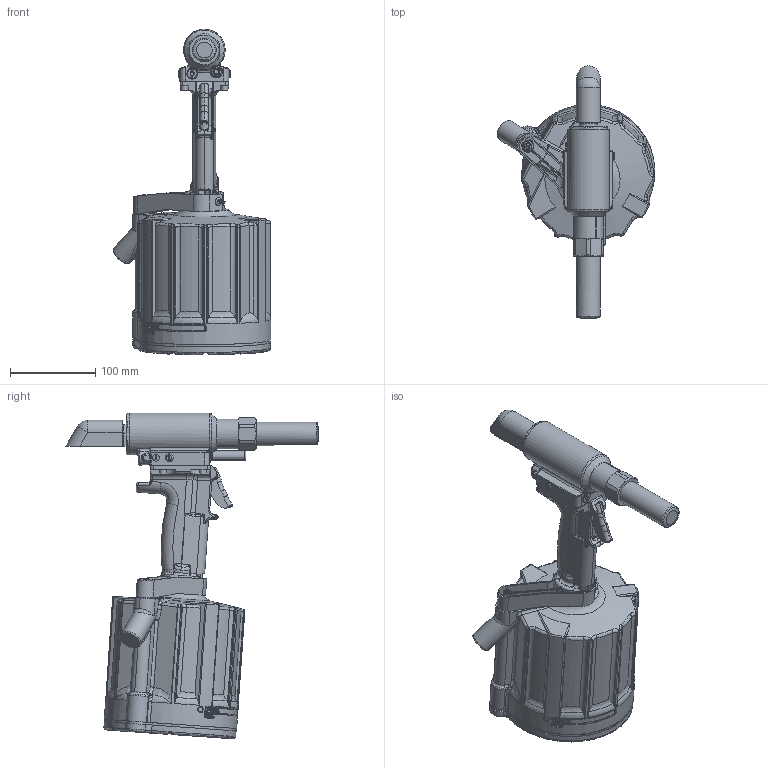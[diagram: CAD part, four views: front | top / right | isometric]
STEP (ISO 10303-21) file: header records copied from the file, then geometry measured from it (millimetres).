
FILE_DESCRIPTION(/* description */ (''),/* implementation_level */ '2;1');
FILE_NAME(/* name */ '256_99-1440_CLR.stp',/* time_stamp */ '2023-07-20T10:37:37-04:00',/* author */ (''),/* organization */ (''),/* preprocessor_version */ 'ST-DEVELOPER v16.7',/* originating_system */ 'SIEMENS PLM Software NX 1946',/* authorisation */ '');
FILE_SCHEMA (('AP203_CONFIGURATION_CONTROLLED_3D_DESIGN_OF_MECHANICAL_PARTS_AND_ASSEMBLIES_MIM_LF { 1 0 10303 403 2 1 2}'));
Length unit declared in the file: inch
Products named in the file (1): 256_99-1440_CLR_stp
Bounding box: 184.44 x 295.54 x 381.33 mm (x, y, z)
Volume: 3463062.3 mm3; surface area: 212686.9 mm2
Topology: 2 solids, 2 shells, 1378 faces, 3518 edges, 2137 vertices
Faces by surface type: cylinder 398, plane 393, bspline 291, torus 212, cone 54, sphere 20, extrusion 9, revolution 1
Full cylindrical faces by diameter (mm): 1.27 x2, 4.762 x1, 4.826 x1, 7.925 x5, 9.08 x2, 9.169 x1, 9.525 x1, 11.036 x1, 11.303 x1, 14.224 x1, 14.275 x1, 25.781 x1, 27.749 x1, 48.768 x1
Entity records: 48209 total; most frequent: CARTESIAN_POINT 17879, ORIENTED_EDGE 6788, DIRECTION 5635, EDGE_CURVE 3394, AXIS2_PLACEMENT_3D 2260, VERTEX_POINT 2106, EDGE_LOOP 1476, ADVANCED_FACE 1377
